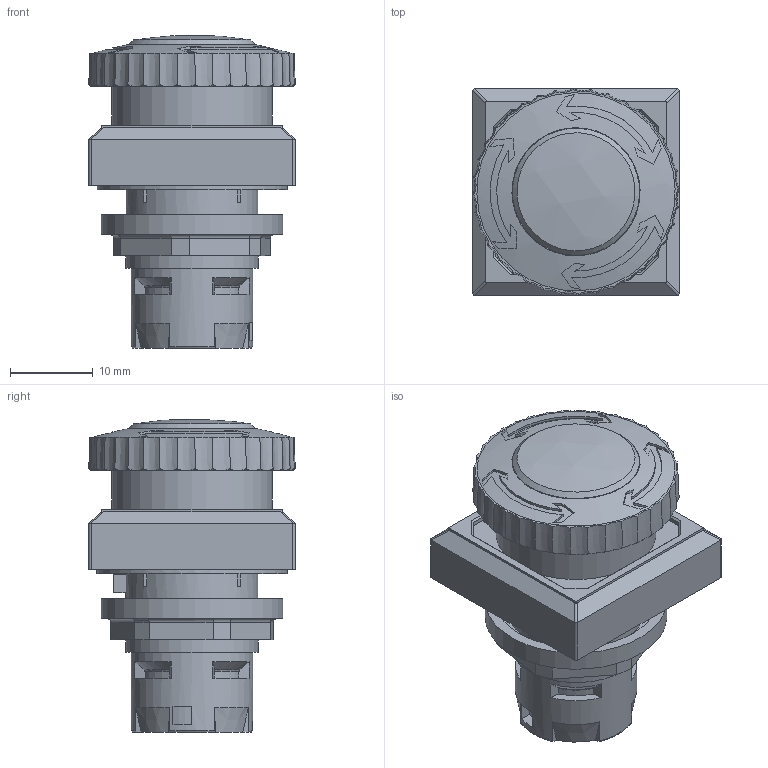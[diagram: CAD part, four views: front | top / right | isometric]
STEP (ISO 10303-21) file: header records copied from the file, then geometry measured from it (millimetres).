
FILE_DESCRIPTION(/* description */ (''),/* implementation_level */ '2;1');
FILE_NAME(/* name */ 'OKV(GB).stp',/* time_stamp */ '2017-08-21T12:00:58+02:00',/* author */ ('mharscher'),/* organization */ (''),/* preprocessor_version */ 'ST-DEVELOPER v16.1',/* originating_system */ 'Autodesk Inventor 2016',/* authorisation */ '');
FILE_SCHEMA (('AUTOMOTIVE_DESIGN { 1 0 10303 214 3 1 1 }'));
Length unit declared in the file: centimetre
Products named in the file (1): OKV(GB)
Bounding box: 25 x 25 x 37.88 mm (x, y, z)
Volume: 11788.7 mm3; surface area: 5476 mm2
Topology: 1 solids, 8 shells, 343 faces, 915 edges, 597 vertices
Faces by surface type: plane 210, cone 57, cylinder 54, sphere 12, torus 10
Full cylindrical faces by diameter (mm): 14.7 x1, 15.4 x1, 15.5 x1, 16 x2, 16.15 x1, 16.5 x1, 18.521 x1, 19.4 x1, 19.5 x1, 22 x1, 23 x1
Entity records: 11923 total; most frequent: CARTESIAN_POINT 3293, DIRECTION 1849, ORIENTED_EDGE 1772, EDGE_CURVE 886, AXIS2_PLACEMENT_3D 689, VERTEX_POINT 589, LINE 471, VECTOR 471
